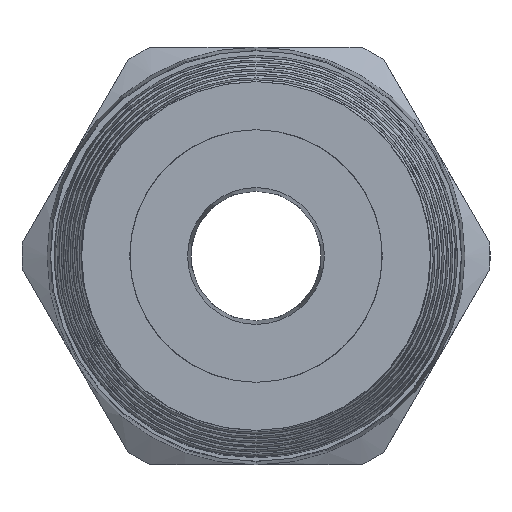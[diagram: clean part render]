
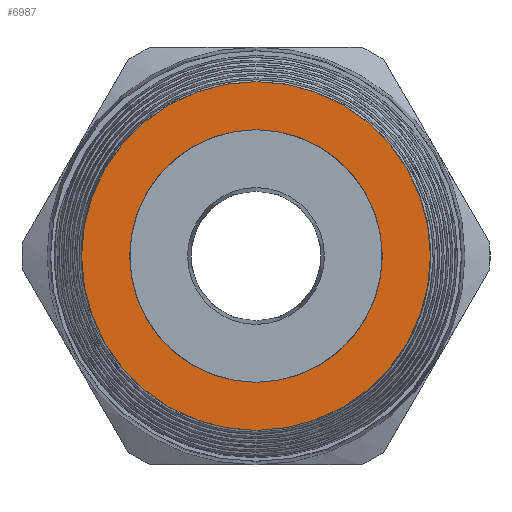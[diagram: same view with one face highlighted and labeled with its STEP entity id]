
A CAD part, left-side view. The second image highlights one B-rep face of the part: STEP entity #6987.
In plain terms, the highlighted planar face has unit normal (-1, 0, 0).
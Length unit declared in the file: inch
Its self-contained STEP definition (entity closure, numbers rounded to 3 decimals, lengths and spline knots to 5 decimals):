
#745 = VERTEX_POINT ( 'NONE', #7515 ) ;
#750 = VERTEX_POINT ( 'NONE', #7509 ) ;
#1793 = AXIS2_PLACEMENT_3D ( 'NONE', #2103, #11235, #11231 ) ;
#1794 = CIRCLE ( 'NONE', #1793, 0.26297 ) ;
#2103 = CARTESIAN_POINT ( 'NONE',  ( -3.07, 0., 0. ) ) ;
#2115 = CARTESIAN_POINT ( 'NONE',  ( -3.07, 0., -0.36297 ) ) ;
#2116 = CARTESIAN_POINT ( 'NONE',  ( -3.07, 0., 0.36297 ) ) ;
#2117 = DIRECTION ( 'NONE',  ( 0., 0., 1. ) ) ;
#2118 = DIRECTION ( 'NONE',  ( -1., 0., 0. ) ) ;
#2119 = CARTESIAN_POINT ( 'NONE',  ( -3.07, 0., 0. ) ) ;
#2120 = AXIS2_PLACEMENT_3D ( 'NONE', #2119, #2118, #2117 ) ;
#2121 = CIRCLE ( 'NONE', #2120, 0.36297 ) ;
#2213 = DIRECTION ( 'NONE',  ( 0., 0., 1. ) ) ;
#2214 = DIRECTION ( 'NONE',  ( -1., 0., 0. ) ) ;
#2215 = CARTESIAN_POINT ( 'NONE',  ( -3.07, 0., 0. ) ) ;
#2216 = AXIS2_PLACEMENT_3D ( 'NONE', #2215, #2214, #2213 ) ;
#2217 = CIRCLE ( 'NONE', #2216, 0.36297 ) ;
#2218 = DIRECTION ( 'NONE',  ( 0., 0., 1. ) ) ;
#2219 = DIRECTION ( 'NONE',  ( -1., 0., 0. ) ) ;
#2220 = CARTESIAN_POINT ( 'NONE',  ( -3.07, 0., 0. ) ) ;
#2221 = AXIS2_PLACEMENT_3D ( 'NONE', #2220, #2219, #2218 ) ;
#2222 = PLANE ( 'NONE',  #2221 ) ;
#2223 = FACE_BOUND ( 'NONE', #6992, .T. ) ;
#2224 = FACE_OUTER_BOUND ( 'NONE', #6988, .T. ) ;
#2240 = CIRCLE ( 'NONE', #2282, 0.26297 ) ;
#2279 = DIRECTION ( 'NONE',  ( 0., 0., 1. ) ) ;
#2280 = DIRECTION ( 'NONE',  ( -1., 0., 0. ) ) ;
#2281 = CARTESIAN_POINT ( 'NONE',  ( -3.07, 0., 0. ) ) ;
#2282 = AXIS2_PLACEMENT_3D ( 'NONE', #2281, #2280, #2279 ) ;
#6952 = EDGE_CURVE ( 'NONE', #6953, #6954, #2121, .T. ) ;
#6953 = VERTEX_POINT ( 'NONE', #2116 ) ;
#6954 = VERTEX_POINT ( 'NONE', #2115 ) ;
#6963 = EDGE_CURVE ( 'NONE', #750, #745, #1794, .T. ) ;
#6987 = ADVANCED_FACE ( 'NONE', ( #2224, #2223 ), #2222, .T. ) ;
#6988 = EDGE_LOOP ( 'NONE', ( #6989, #6991 ) ) ;
#6989 = ORIENTED_EDGE ( 'NONE', *, *, #6990, .T. ) ;
#6990 = EDGE_CURVE ( 'NONE', #6954, #6953, #2217, .T. ) ;
#6991 = ORIENTED_EDGE ( 'NONE', *, *, #6952, .T. ) ;
#6992 = EDGE_LOOP ( 'NONE', ( #6993, #7055 ) ) ;
#6993 = ORIENTED_EDGE ( 'NONE', *, *, #6963, .F. ) ;
#7014 = EDGE_CURVE ( 'NONE', #745, #750, #2240, .T. ) ;
#7055 = ORIENTED_EDGE ( 'NONE', *, *, #7014, .F. ) ;
#7509 = CARTESIAN_POINT ( 'NONE',  ( -3.07, 0., -0.26297 ) ) ;
#7515 = CARTESIAN_POINT ( 'NONE',  ( -3.07, 0., 0.26297 ) ) ;
#11231 = DIRECTION ( 'NONE',  ( 0., 0., 1. ) ) ;
#11235 = DIRECTION ( 'NONE',  ( -1., 0., 0. ) ) ;
